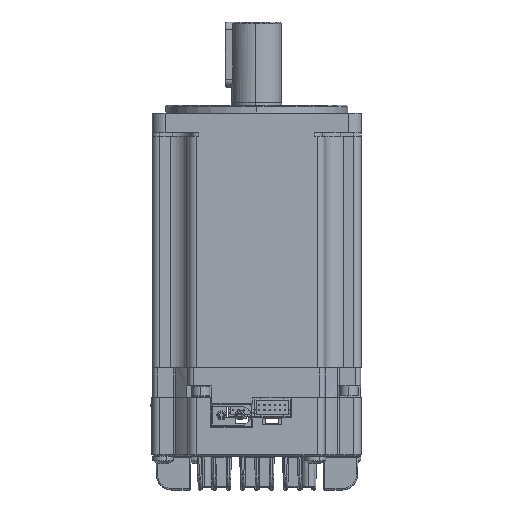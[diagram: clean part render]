
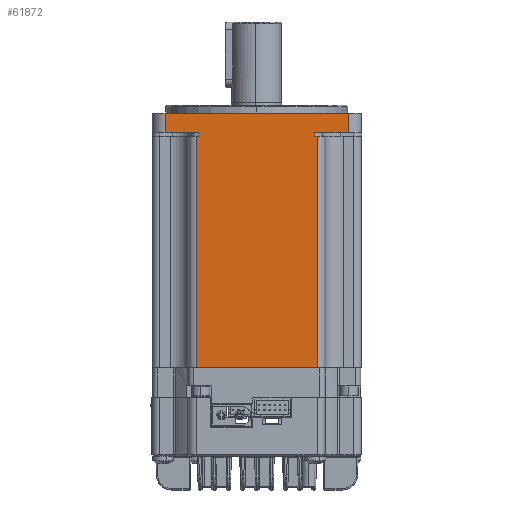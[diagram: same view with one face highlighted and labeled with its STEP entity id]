
A CAD part, left-side view. The second image highlights one B-rep face of the part: STEP entity #61872.
In plain terms, the highlighted planar face has unit normal (-1, 0, 0).
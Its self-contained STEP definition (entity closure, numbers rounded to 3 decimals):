
#678 = CARTESIAN_POINT ( 'NONE',  ( -40.25, -35.25, 0. ) ) ;
#1384 = CARTESIAN_POINT ( 'NONE',  ( -40.25, 40.25, -98. ) ) ;
#1559 = CARTESIAN_POINT ( 'NONE',  ( -40.25, -22.25, -9. ) ) ;
#1806 = CARTESIAN_POINT ( 'NONE',  ( -40.25, 23.25, -98. ) ) ;
#2829 = CARTESIAN_POINT ( 'NONE',  ( -40.25, -35.25, -7.5 ) ) ;
#5315 = CARTESIAN_POINT ( 'NONE',  ( -40.25, -23.25, -9. ) ) ;
#6353 = DIRECTION ( 'NONE',  ( 0., -1., 0. ) ) ;
#6578 = DIRECTION ( 'NONE',  ( 0., 0., -1. ) ) ;
#6596 = CARTESIAN_POINT ( 'NONE',  ( -40.25, 40.25, -98. ) ) ;
#7316 = ORIENTED_EDGE ( 'NONE', *, *, #32314, .F. ) ;
#7464 = ORIENTED_EDGE ( 'NONE', *, *, #55099, .T. ) ;
#7934 = ORIENTED_EDGE ( 'NONE', *, *, #54737, .T. ) ;
#9254 = EDGE_LOOP ( 'NONE', ( #21334, #7464, #7934, #57483, #7316, #58075, #20229, #18861, #30380, #59623, #47781, #61132 ) ) ;
#9491 = CARTESIAN_POINT ( 'NONE',  ( -40.25, 22.25, -9. ) ) ;
#9882 = VERTEX_POINT ( 'NONE', #1559 ) ;
#10474 = LINE ( 'NONE', #30366, #52779 ) ;
#11185 = FACE_OUTER_BOUND ( 'NONE', #9254, .T. ) ;
#12257 = VECTOR ( 'NONE', #59146, 1000. ) ;
#13275 = DIRECTION ( 'NONE',  ( 0., -1., 0. ) ) ;
#13766 = VERTEX_POINT ( 'NONE', #61330 ) ;
#16405 = LINE ( 'NONE', #6596, #22131 ) ;
#16656 = LINE ( 'NONE', #21065, #53113 ) ;
#16698 = LINE ( 'NONE', #30585, #49677 ) ;
#16708 = DIRECTION ( 'NONE',  ( 0., -1., 0. ) ) ;
#17034 = DIRECTION ( 'NONE',  ( 0., -1., 0. ) ) ;
#17215 = VERTEX_POINT ( 'NONE', #19779 ) ;
#18524 = EDGE_CURVE ( 'NONE', #27063, #30205, #26100, .T. ) ;
#18861 = ORIENTED_EDGE ( 'NONE', *, *, #34413, .T. ) ;
#19779 = CARTESIAN_POINT ( 'NONE',  ( -40.25, 23.25, -98. ) ) ;
#20229 = ORIENTED_EDGE ( 'NONE', *, *, #24425, .T. ) ;
#20425 = VERTEX_POINT ( 'NONE', #35870 ) ;
#21065 = CARTESIAN_POINT ( 'NONE',  ( -40.25, -35.25, -98. ) ) ;
#21334 = ORIENTED_EDGE ( 'NONE', *, *, #40109, .F. ) ;
#22131 = VECTOR ( 'NONE', #17034, 1000. ) ;
#22362 = CARTESIAN_POINT ( 'NONE',  ( -40.25, 22.25, -7.5 ) ) ;
#23645 = EDGE_CURVE ( 'NONE', #9882, #32016, #39407, .T. ) ;
#23765 = DIRECTION ( 'NONE',  ( 0., -1., 0. ) ) ;
#24425 = EDGE_CURVE ( 'NONE', #32016, #43975, #33257, .T. ) ;
#25684 = DIRECTION ( 'NONE',  ( -1., 0., 0. ) ) ;
#25859 = EDGE_CURVE ( 'NONE', #56162, #62234, #60635, .T. ) ;
#26100 = LINE ( 'NONE', #45371, #48484 ) ;
#26187 = LINE ( 'NONE', #41011, #50299 ) ;
#27063 = VERTEX_POINT ( 'NONE', #42228 ) ;
#27345 = CARTESIAN_POINT ( 'NONE',  ( -40.25, 22.25, -21. ) ) ;
#27577 = CARTESIAN_POINT ( 'NONE',  ( -40.25, -22.25, -7.5 ) ) ;
#28560 = LINE ( 'NONE', #27345, #36518 ) ;
#29551 = EDGE_CURVE ( 'NONE', #13766, #57857, #38970, .T. ) ;
#29901 = DIRECTION ( 'NONE',  ( 0., 0., -1. ) ) ;
#30111 = PLANE ( 'NONE',  #39497 ) ;
#30205 = VERTEX_POINT ( 'NONE', #22362 ) ;
#30237 = VECTOR ( 'NONE', #29901, 1000. ) ;
#30366 = CARTESIAN_POINT ( 'NONE',  ( -40.25, 40.25, -9. ) ) ;
#30380 = ORIENTED_EDGE ( 'NONE', *, *, #25859, .F. ) ;
#30433 = DIRECTION ( 'NONE',  ( 0., -1., 0. ) ) ;
#30585 = CARTESIAN_POINT ( 'NONE',  ( -40.25, 35.25, -98. ) ) ;
#32016 = VERTEX_POINT ( 'NONE', #27577 ) ;
#32314 = EDGE_CURVE ( 'NONE', #9882, #57857, #10474, .T. ) ;
#32988 = DIRECTION ( 'NONE',  ( 0., 0., -1. ) ) ;
#33257 = LINE ( 'NONE', #52534, #53839 ) ;
#33623 = DIRECTION ( 'NONE',  ( 0., -1., 0. ) ) ;
#34413 = EDGE_CURVE ( 'NONE', #43975, #62234, #16656, .T. ) ;
#35297 = DIRECTION ( 'NONE',  ( 0., 0., 1. ) ) ;
#35870 = CARTESIAN_POINT ( 'NONE',  ( -40.25, 23.25, -9. ) ) ;
#36518 = VECTOR ( 'NONE', #32988, 1000. ) ;
#38767 = CARTESIAN_POINT ( 'NONE',  ( -40.25, -22.25, -19.5 ) ) ;
#38970 = LINE ( 'NONE', #44338, #12257 ) ;
#39407 = LINE ( 'NONE', #38767, #60967 ) ;
#39497 = AXIS2_PLACEMENT_3D ( 'NONE', #1384, #25684, #30433 ) ;
#40109 = EDGE_CURVE ( 'NONE', #20425, #42320, #26187, .T. ) ;
#41011 = CARTESIAN_POINT ( 'NONE',  ( -40.25, 40.25, -9. ) ) ;
#41849 = VECTOR ( 'NONE', #13275, 1000. ) ;
#42228 = CARTESIAN_POINT ( 'NONE',  ( -40.25, 35.25, -7.5 ) ) ;
#42320 = VERTEX_POINT ( 'NONE', #9491 ) ;
#43975 = VERTEX_POINT ( 'NONE', #2829 ) ;
#44338 = CARTESIAN_POINT ( 'NONE',  ( -40.25, -23.25, -21. ) ) ;
#45095 = EDGE_CURVE ( 'NONE', #30205, #42320, #28560, .T. ) ;
#45371 = CARTESIAN_POINT ( 'NONE',  ( -40.25, 40.25, -7.5 ) ) ;
#46049 = EDGE_CURVE ( 'NONE', #56162, #27063, #16698, .T. ) ;
#47781 = ORIENTED_EDGE ( 'NONE', *, *, #18524, .T. ) ;
#48484 = VECTOR ( 'NONE', #33623, 1000. ) ;
#49677 = VECTOR ( 'NONE', #6578, 1000. ) ;
#50299 = VECTOR ( 'NONE', #16708, 1000. ) ;
#51485 = CARTESIAN_POINT ( 'NONE',  ( -40.25, 0., 0. ) ) ;
#52534 = CARTESIAN_POINT ( 'NONE',  ( -40.25, 40.25, -7.5 ) ) ;
#52779 = VECTOR ( 'NONE', #6353, 1000. ) ;
#53113 = VECTOR ( 'NONE', #35297, 1000. ) ;
#53839 = VECTOR ( 'NONE', #23765, 1000. ) ;
#53914 = LINE ( 'NONE', #1806, #30237 ) ;
#54737 = EDGE_CURVE ( 'NONE', #17215, #13766, #16405, .T. ) ;
#55099 = EDGE_CURVE ( 'NONE', #20425, #17215, #53914, .T. ) ;
#56162 = VERTEX_POINT ( 'NONE', #60205 ) ;
#57483 = ORIENTED_EDGE ( 'NONE', *, *, #29551, .T. ) ;
#57857 = VERTEX_POINT ( 'NONE', #5315 ) ;
#58019 = DIRECTION ( 'NONE',  ( 0., 0., 1. ) ) ;
#58075 = ORIENTED_EDGE ( 'NONE', *, *, #23645, .T. ) ;
#59146 = DIRECTION ( 'NONE',  ( 0., 0., 1. ) ) ;
#59623 = ORIENTED_EDGE ( 'NONE', *, *, #46049, .T. ) ;
#60205 = CARTESIAN_POINT ( 'NONE',  ( -40.25, 35.25, 0. ) ) ;
#60635 = LINE ( 'NONE', #51485, #41849 ) ;
#60967 = VECTOR ( 'NONE', #58019, 1000. ) ;
#61132 = ORIENTED_EDGE ( 'NONE', *, *, #45095, .T. ) ;
#61330 = CARTESIAN_POINT ( 'NONE',  ( -40.25, -23.25, -98. ) ) ;
#61872 = ADVANCED_FACE ( 'NONE', ( #11185 ), #30111, .T. ) ;
#62234 = VERTEX_POINT ( 'NONE', #678 ) ;
